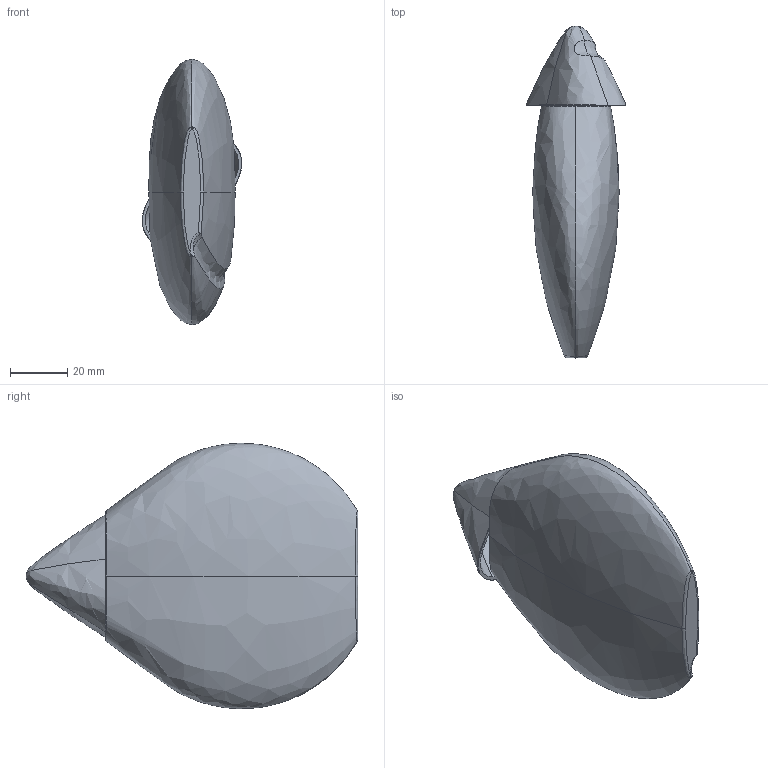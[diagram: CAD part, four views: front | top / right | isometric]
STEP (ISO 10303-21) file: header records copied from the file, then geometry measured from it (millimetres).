
FILE_DESCRIPTION(('FreeCAD Model'),'2;1');
FILE_NAME('Open CASCADE Shape Model','2025-04-27T20:52:32',('FreeCAD'),( 'FreeCAD'),'Open CASCADE STEP processor 7.6','FreeCAD','Unknown');
FILE_SCHEMA(('AUTOMOTIVE_DESIGN { 1 0 10303 214 1 1 1 1 }'));
Length unit declared in the file: millimetre
Products named in the file (1): Open CASCADE STEP translator 7.6 1
Bounding box: 34.91 x 115.92 x 92.69 mm (x, y, z)
Volume: 22387.4 mm3; surface area: 37129.4 mm2
Topology: 2 solids, 2 shells, 63 faces, 156 edges, 92 vertices
Faces by surface type: bspline 63
Entity records: 6041 total; most frequent: CARTESIAN_POINT 5096, ORIENTED_EDGE 296, EDGE_CURVE 148, B_SPLINE_CURVE_WITH_KNOTS 137, VERTEX_POINT 92, FACE_BOUND 66, EDGE_LOOP 66, ADVANCED_FACE 63
